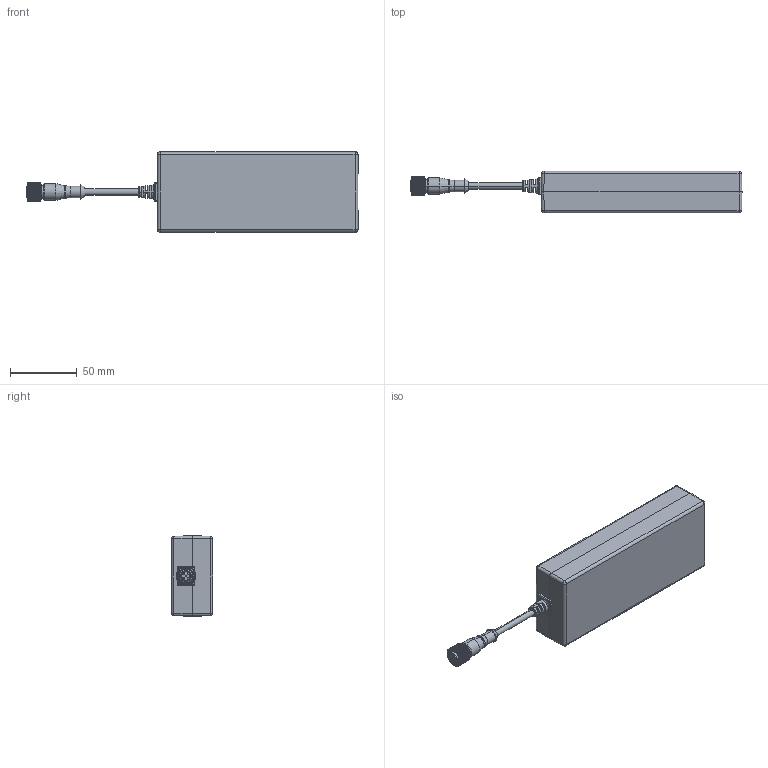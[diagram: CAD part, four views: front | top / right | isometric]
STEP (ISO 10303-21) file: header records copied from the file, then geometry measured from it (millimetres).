
FILE_DESCRIPTION((''),'2;1');
FILE_NAME('192286_ASM','2015-12-17T',('pdmadmin'),(''),'PRO/ENGINEER BY PARAMETRIC TECHNOLOGY CORPORATION, 2013230','PRO/ENGINEER BY PARAMETRIC TECHNOLOGY CORPORATION, 2013230','');
FILE_SCHEMA(('CONFIG_CONTROL_DESIGN'));
Products named in the file (13): 171528; 171528_LABEL; 134203; 145997_HSG; 306-00249; 307-00176; 145997_ASM; 134569; 134568; 153381; 170546_ASM; 171528_ASM; 192286_ASM
Assembly tree (15 placements, depth 5):
  192286_ASM
    171528_ASM
      171528
      171528_LABEL
      170546_ASM
        134203
        145997_ASM
          145997_HSG
          306-00249  x4
          307-00176
        134569
        134568
        153381
Bounding box: 248 x 31.1 x 60 mm (x, y, z)
Volume: 273979.2 mm3; surface area: 46584.4 mm2
Topology: 12 solids, 12 shells, 4059 faces, 8734 edges, 4736 vertices
Faces by surface type: bspline 2557, cylinder 886, plane 549, torus 39, cone 16, sphere 12
Entity records: 206005 total; most frequent: CARTESIAN_POINT 143592, ORIENTED_EDGE 16730, EDGE_CURVE 8365, B_SPLINE_CURVE_WITH_KNOTS 6573, DIRECTION 5254, VERTEX_POINT 4514, EDGE_LOOP 3959, FACE_OUTER_BOUND 3906
